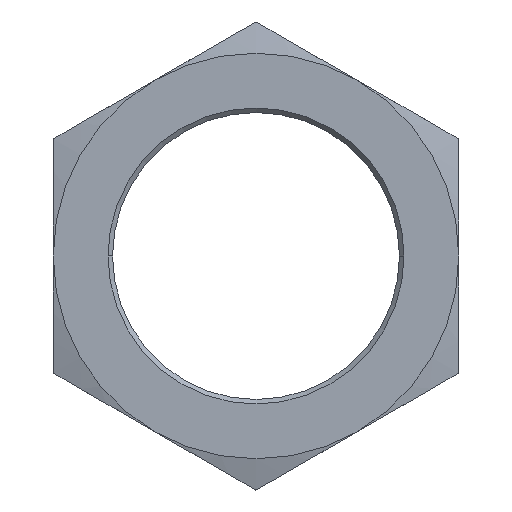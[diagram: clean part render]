
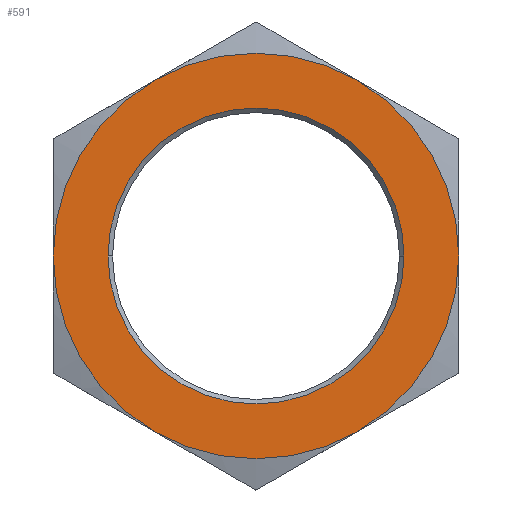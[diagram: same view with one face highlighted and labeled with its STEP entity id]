
A CAD part, front view. The second image highlights one B-rep face of the part: STEP entity #591.
In plain terms, the highlighted planar face has unit normal (0, -1, 0).
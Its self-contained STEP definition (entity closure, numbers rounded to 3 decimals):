
#137 = DIRECTION ( 'NONE',  ( 1., 0., 0. ) ) ;
#434 = CIRCLE ( 'NONE', #12349, 43.787 ) ;
#588 = ORIENTED_EDGE ( 'NONE', *, *, #3400, .F. ) ;
#591 = ADVANCED_FACE ( 'NONE', ( #10196, #1705 ), #2247, .F. ) ;
#698 = CIRCLE ( 'NONE', #4191, 60. ) ;
#754 = AXIS2_PLACEMENT_3D ( 'NONE', #6943, #14457, #7111 ) ;
#1144 = VERTEX_POINT ( 'NONE', #9570 ) ;
#1523 = EDGE_CURVE ( 'NONE', #11931, #15319, #9003, .T. ) ;
#1642 = ORIENTED_EDGE ( 'NONE', *, *, #4521, .T. ) ;
#1705 = FACE_BOUND ( 'NONE', #14151, .T. ) ;
#2247 = PLANE ( 'NONE',  #13564 ) ;
#2817 = VERTEX_POINT ( 'NONE', #6673 ) ;
#3087 = EDGE_CURVE ( 'NONE', #10853, #7139, #698, .T. ) ;
#3306 = EDGE_CURVE ( 'NONE', #2817, #5645, #5157, .T. ) ;
#3400 = EDGE_CURVE ( 'NONE', #1144, #6940, #4913, .T. ) ;
#3732 = DIRECTION ( 'NONE',  ( 0., -1., 0. ) ) ;
#3989 = DIRECTION ( 'NONE',  ( 1., 0., 0. ) ) ;
#4191 = AXIS2_PLACEMENT_3D ( 'NONE', #11272, #13775, #7583 ) ;
#4521 = EDGE_CURVE ( 'NONE', #15319, #2817, #12505, .T. ) ;
#4913 = CIRCLE ( 'NONE', #5196, 43.787 ) ;
#5157 = CIRCLE ( 'NONE', #754, 60. ) ;
#5196 = AXIS2_PLACEMENT_3D ( 'NONE', #9050, #10416, #12857 ) ;
#5468 = CARTESIAN_POINT ( 'NONE',  ( 43.787, 0., 0. ) ) ;
#5480 = CIRCLE ( 'NONE', #8671, 60. ) ;
#5645 = VERTEX_POINT ( 'NONE', #9518 ) ;
#5801 = EDGE_LOOP ( 'NONE', ( #12123, #11248, #7704, #1642, #15677, #15634 ) ) ;
#5849 = CIRCLE ( 'NONE', #8070, 60. ) ;
#6173 = EDGE_CURVE ( 'NONE', #5645, #10853, #5849, .T. ) ;
#6188 = CARTESIAN_POINT ( 'NONE',  ( -30., 0., -51.962 ) ) ;
#6292 = CARTESIAN_POINT ( 'NONE',  ( 30., 0., -51.962 ) ) ;
#6370 = DIRECTION ( 'NONE',  ( 0., -1., 0. ) ) ;
#6673 = CARTESIAN_POINT ( 'NONE',  ( 30., 0., 51.962 ) ) ;
#6940 = VERTEX_POINT ( 'NONE', #5468 ) ;
#6943 = CARTESIAN_POINT ( 'NONE',  ( 0., 0., 0. ) ) ;
#7111 = DIRECTION ( 'NONE',  ( 1., 0., 0. ) ) ;
#7139 = VERTEX_POINT ( 'NONE', #6188 ) ;
#7507 = DIRECTION ( 'NONE',  ( 0., -1., 0. ) ) ;
#7583 = DIRECTION ( 'NONE',  ( 1., 0., 0. ) ) ;
#7704 = ORIENTED_EDGE ( 'NONE', *, *, #1523, .T. ) ;
#8070 = AXIS2_PLACEMENT_3D ( 'NONE', #12111, #12161, #10979 ) ;
#8158 = AXIS2_PLACEMENT_3D ( 'NONE', #14951, #7507, #137 ) ;
#8403 = CARTESIAN_POINT ( 'NONE',  ( 0., 0., 0. ) ) ;
#8671 = AXIS2_PLACEMENT_3D ( 'NONE', #12254, #15956, #9805 ) ;
#8924 = AXIS2_PLACEMENT_3D ( 'NONE', #13812, #6370, #3989 ) ;
#9003 = CIRCLE ( 'NONE', #8158, 60. ) ;
#9050 = CARTESIAN_POINT ( 'NONE',  ( 0., 0., 0. ) ) ;
#9518 = CARTESIAN_POINT ( 'NONE',  ( -30., 0., 51.962 ) ) ;
#9570 = CARTESIAN_POINT ( 'NONE',  ( -43.787, 0., 0. ) ) ;
#9805 = DIRECTION ( 'NONE',  ( 1., 0., 0. ) ) ;
#9834 = DIRECTION ( 'NONE',  ( 1., 0., 0. ) ) ;
#10196 = FACE_OUTER_BOUND ( 'NONE', #5801, .T. ) ;
#10416 = DIRECTION ( 'NONE',  ( 0., -1., 0. ) ) ;
#10847 = CARTESIAN_POINT ( 'NONE',  ( -60., 0., 0. ) ) ;
#10853 = VERTEX_POINT ( 'NONE', #10847 ) ;
#10910 = DIRECTION ( 'NONE',  ( 0., 0., 1. ) ) ;
#10979 = DIRECTION ( 'NONE',  ( 1., 0., 0. ) ) ;
#11153 = CARTESIAN_POINT ( 'NONE',  ( 0., 0., 0. ) ) ;
#11248 = ORIENTED_EDGE ( 'NONE', *, *, #12362, .T. ) ;
#11272 = CARTESIAN_POINT ( 'NONE',  ( 0., 0., 0. ) ) ;
#11433 = CARTESIAN_POINT ( 'NONE',  ( 60., 0., 0. ) ) ;
#11931 = VERTEX_POINT ( 'NONE', #6292 ) ;
#12094 = ORIENTED_EDGE ( 'NONE', *, *, #15711, .F. ) ;
#12111 = CARTESIAN_POINT ( 'NONE',  ( 0., 0., 0. ) ) ;
#12123 = ORIENTED_EDGE ( 'NONE', *, *, #3087, .T. ) ;
#12161 = DIRECTION ( 'NONE',  ( 0., -1., 0. ) ) ;
#12254 = CARTESIAN_POINT ( 'NONE',  ( 0., 0., 0. ) ) ;
#12349 = AXIS2_PLACEMENT_3D ( 'NONE', #11153, #3732, #9834 ) ;
#12362 = EDGE_CURVE ( 'NONE', #7139, #11931, #5480, .T. ) ;
#12505 = CIRCLE ( 'NONE', #8924, 60. ) ;
#12857 = DIRECTION ( 'NONE',  ( 1., 0., 0. ) ) ;
#13564 = AXIS2_PLACEMENT_3D ( 'NONE', #8403, #14606, #10910 ) ;
#13775 = DIRECTION ( 'NONE',  ( 0., -1., 0. ) ) ;
#13812 = CARTESIAN_POINT ( 'NONE',  ( 0., 0., 0. ) ) ;
#14151 = EDGE_LOOP ( 'NONE', ( #12094, #588 ) ) ;
#14457 = DIRECTION ( 'NONE',  ( 0., -1., 0. ) ) ;
#14606 = DIRECTION ( 'NONE',  ( 0., 1., 0. ) ) ;
#14951 = CARTESIAN_POINT ( 'NONE',  ( 0., 0., 0. ) ) ;
#15319 = VERTEX_POINT ( 'NONE', #11433 ) ;
#15634 = ORIENTED_EDGE ( 'NONE', *, *, #6173, .T. ) ;
#15677 = ORIENTED_EDGE ( 'NONE', *, *, #3306, .T. ) ;
#15711 = EDGE_CURVE ( 'NONE', #6940, #1144, #434, .T. ) ;
#15956 = DIRECTION ( 'NONE',  ( 0., -1., 0. ) ) ;
